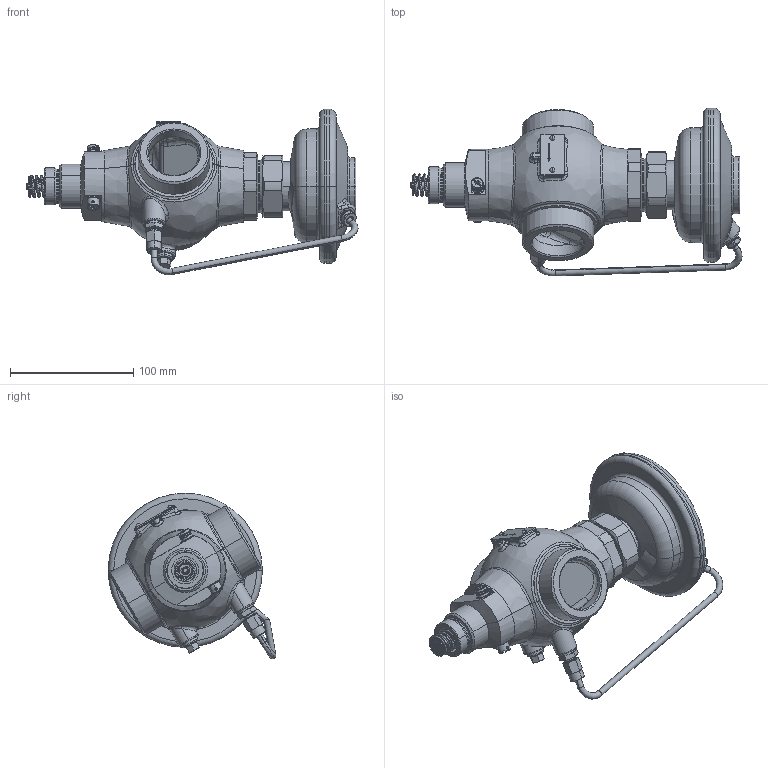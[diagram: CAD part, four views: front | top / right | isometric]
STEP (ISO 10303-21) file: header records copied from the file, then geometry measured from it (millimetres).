
FILE_DESCRIPTION((''),'2;1');
FILE_NAME('003H6754','2015-02-23T',('u317927'),('Danfoss'),'PRO/ENGINEER BY PARAMETRIC TECHNOLOGY CORPORATION, 2014000','PRO/ENGINEER BY PARAMETRIC TECHNOLOGY CORPORATION, 2014000','');
FILE_SCHEMA(('CONFIG_CONTROL_DESIGN'));
Products named in the file (1): 003H6754
Bounding box: 269.4 x 136.14 x 134.4 mm (x, y, z)
Volume: 562996.5 mm3; surface area: 208430.6 mm2
Topology: 2 solids, 9 shells, 1428 faces, 3440 edges, 2104 vertices
Faces by surface type: plane 432, cylinder 413, cone 246, torus 212, bspline 116, sphere 9
Entity records: 51156 total; most frequent: CARTESIAN_POINT 18257, DIRECTION 7068, ORIENTED_EDGE 6864, EDGE_CURVE 3432, AXIS2_PLACEMENT_3D 3014, VERTEX_POINT 2104, CIRCLE 1701, EDGE_LOOP 1564
